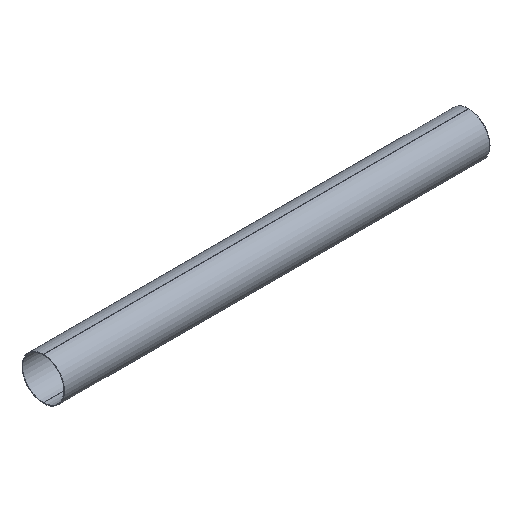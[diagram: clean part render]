
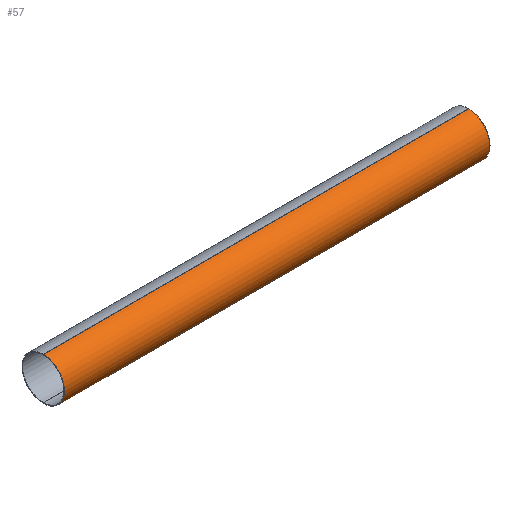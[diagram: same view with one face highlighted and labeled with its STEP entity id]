
A CAD part, isometric view. The second image highlights one B-rep face of the part: STEP entity #57.
In plain terms, the highlighted cylindrical face has radius 250 mm (diameter 500 mm), a partial arc.
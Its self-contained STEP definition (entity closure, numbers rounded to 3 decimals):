
#55 = VERTEX_POINT( '', #128 );
#57 = ADVANCED_FACE( '', ( #130 ), #131, .T. );
#69 = EDGE_CURVE( '', #97, #55, #145, .T. );
#81 = EDGE_CURVE( '', #55, #93, #157, .T. );
#85 = EDGE_CURVE( '', #93, #89, #161, .T. );
#89 = VERTEX_POINT( '', #165 );
#93 = VERTEX_POINT( '', #169 );
#97 = VERTEX_POINT( '', #173 );
#103 = EDGE_CURVE( '', #89, #97, #181, .T. );
#128 = CARTESIAN_POINT( '', ( 0., 0., -250. ) );
#130 = FACE_OUTER_BOUND( '', #198, .T. );
#131 = CYLINDRICAL_SURFACE( '', #199, 250. );
#145 = CIRCLE( '', #217, 250. );
#157 = LINE( '', #233, #234 );
#161 = CIRCLE( '', #240, 250. );
#165 = CARTESIAN_POINT( '', ( 5000., 0., 250. ) );
#169 = CARTESIAN_POINT( '', ( 5000., 0., -250. ) );
#173 = CARTESIAN_POINT( '', ( 0., 0., 250. ) );
#181 = LINE( '', #263, #264 );
#198 = EDGE_LOOP( '', ( #283, #284, #285, #286 ) );
#199 = AXIS2_PLACEMENT_3D( '', #287, #288, #289 );
#217 = AXIS2_PLACEMENT_3D( '', #310, #311, #312 );
#233 = CARTESIAN_POINT( '', ( 0., 0., -250. ) );
#234 = VECTOR( '', #321, 1. );
#240 = AXIS2_PLACEMENT_3D( '', #325, #326, #327 );
#263 = CARTESIAN_POINT( '', ( 0., 0., 250. ) );
#264 = VECTOR( '', #342, 1. );
#283 = ORIENTED_EDGE( '', *, *, #81, .T. );
#284 = ORIENTED_EDGE( '', *, *, #85, .T. );
#285 = ORIENTED_EDGE( '', *, *, #103, .T. );
#286 = ORIENTED_EDGE( '', *, *, #69, .T. );
#287 = CARTESIAN_POINT( '', ( 0., 0., 0. ) );
#288 = DIRECTION( '', ( -1., 0., 0. ) );
#289 = DIRECTION( '', ( 0., 0., -1. ) );
#310 = CARTESIAN_POINT( '', ( 0., 0., 0. ) );
#311 = DIRECTION( '', ( 1., 0., 0. ) );
#312 = DIRECTION( '', ( 0., 0., -1. ) );
#321 = DIRECTION( '', ( 1., 0., 0. ) );
#325 = CARTESIAN_POINT( '', ( 5000., 0., 0. ) );
#326 = DIRECTION( '', ( -1., 0., 0. ) );
#327 = DIRECTION( '', ( 0., 0., -1. ) );
#342 = DIRECTION( '', ( -1., 0., 0. ) );
